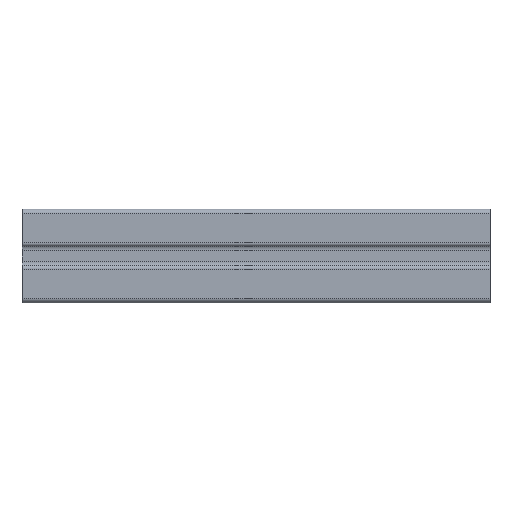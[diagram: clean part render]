
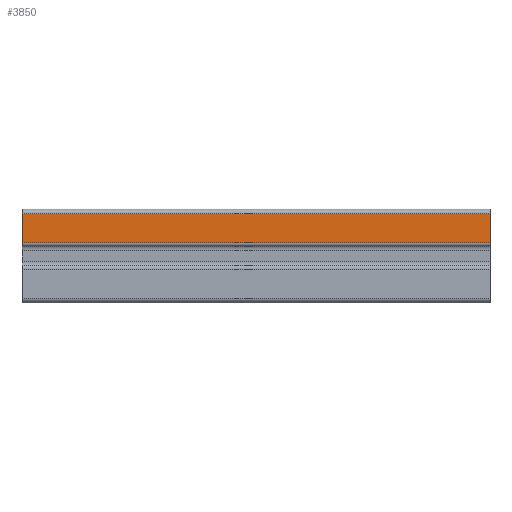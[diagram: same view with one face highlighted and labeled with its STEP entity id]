
A CAD part, left-side view. The second image highlights one B-rep face of the part: STEP entity #3850.
In plain terms, the highlighted planar face has unit normal (-1, 0, 0).
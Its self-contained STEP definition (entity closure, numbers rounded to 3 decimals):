
#2 = EDGE_CURVE ( 'NONE', #3392, #1444, #364, .T. ) ;
#160 = VECTOR ( 'NONE', #3690, 1000. ) ;
#239 = DIRECTION ( 'NONE',  ( 0., -1., 0. ) ) ;
#346 = LINE ( 'NONE', #1810, #1011 ) ;
#364 = LINE ( 'NONE', #1540, #525 ) ;
#481 = CARTESIAN_POINT ( 'NONE',  ( -10., 200., 5.6 ) ) ;
#489 = ORIENTED_EDGE ( 'NONE', *, *, #3644, .T. ) ;
#490 = DIRECTION ( 'NONE',  ( 0., 0., 1. ) ) ;
#525 = VECTOR ( 'NONE', #490, 1000. ) ;
#558 = ORIENTED_EDGE ( 'NONE', *, *, #2967, .T. ) ;
#622 = VERTEX_POINT ( 'NONE', #4576 ) ;
#813 = AXIS2_PLACEMENT_3D ( 'NONE', #2920, #1467, #2536 ) ;
#933 = FACE_OUTER_BOUND ( 'NONE', #2020, .T. ) ;
#1011 = VECTOR ( 'NONE', #1116, 1000. ) ;
#1116 = DIRECTION ( 'NONE',  ( 0., 0., 1. ) ) ;
#1135 = VERTEX_POINT ( 'NONE', #2365 ) ;
#1444 = VERTEX_POINT ( 'NONE', #3995 ) ;
#1467 = DIRECTION ( 'NONE',  ( -1., 0., 0. ) ) ;
#1494 = ORIENTED_EDGE ( 'NONE', *, *, #2, .F. ) ;
#1540 = CARTESIAN_POINT ( 'NONE',  ( -10., 200., 0. ) ) ;
#1653 = CARTESIAN_POINT ( 'NONE',  ( -10., 0., 5.6 ) ) ;
#1810 = CARTESIAN_POINT ( 'NONE',  ( -10., 0., 5.6 ) ) ;
#1860 = EDGE_CURVE ( 'NONE', #1135, #622, #346, .T. ) ;
#2020 = EDGE_LOOP ( 'NONE', ( #3548, #558, #1494, #489 ) ) ;
#2169 = PLANE ( 'NONE',  #813 ) ;
#2197 = CARTESIAN_POINT ( 'NONE',  ( -10., 0., 18. ) ) ;
#2365 = CARTESIAN_POINT ( 'NONE',  ( -10., 0., 5.6 ) ) ;
#2536 = DIRECTION ( 'NONE',  ( 0., 0., 1. ) ) ;
#2613 = VECTOR ( 'NONE', #239, 1000. ) ;
#2733 = LINE ( 'NONE', #1653, #2613 ) ;
#2920 = CARTESIAN_POINT ( 'NONE',  ( -10., 0., 5.6 ) ) ;
#2967 = EDGE_CURVE ( 'NONE', #622, #1444, #3162, .T. ) ;
#3162 = LINE ( 'NONE', #2197, #160 ) ;
#3392 = VERTEX_POINT ( 'NONE', #481 ) ;
#3548 = ORIENTED_EDGE ( 'NONE', *, *, #1860, .T. ) ;
#3644 = EDGE_CURVE ( 'NONE', #3392, #1135, #2733, .T. ) ;
#3690 = DIRECTION ( 'NONE',  ( 0., 1., 0. ) ) ;
#3850 = ADVANCED_FACE ( 'NONE', ( #933 ), #2169, .T. ) ;
#3995 = CARTESIAN_POINT ( 'NONE',  ( -10., 200., 18. ) ) ;
#4576 = CARTESIAN_POINT ( 'NONE',  ( -10., 0., 18. ) ) ;
